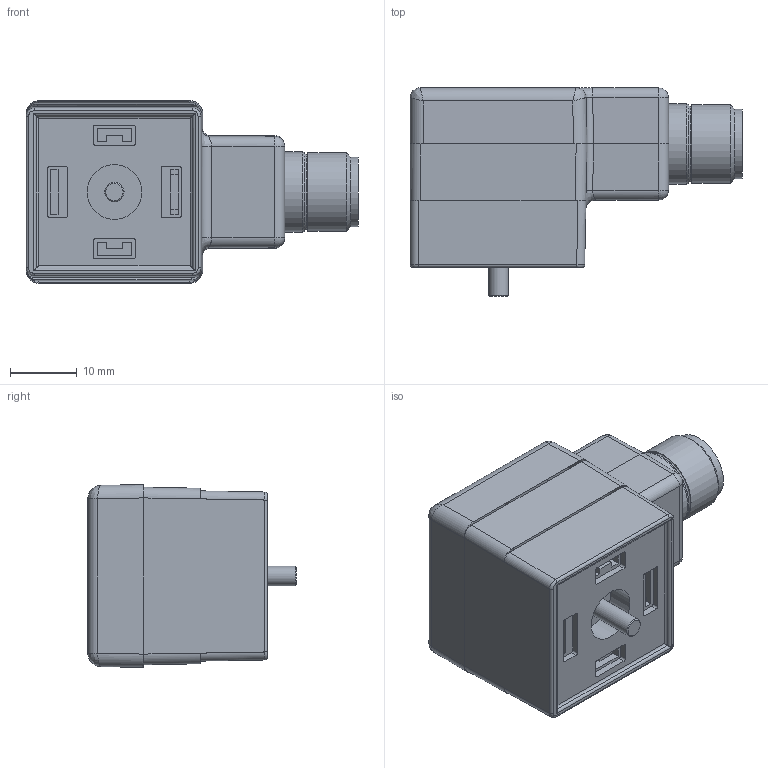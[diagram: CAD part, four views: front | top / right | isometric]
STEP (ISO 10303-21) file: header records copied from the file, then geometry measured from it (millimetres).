
FILE_DESCRIPTION(/* description */ (''),/* implementation_level */ '2;1');
FILE_NAME(/* name */ 'VA22-24.1-WAS5.stp',/* time_stamp */ '2018-07-18T10:39:32+02:00',/* author */ (''),/* organization */ (''),/* preprocessor_version */ 'ST-DEVELOPER v16',/* originating_system */ 'SIEMENS PLM Software NX 10.0',/* authorisation */ '');
FILE_SCHEMA (('AUTOMOTIVE_DESIGN { 1 0 10303 214 3 1 1 1 }'));
Length unit declared in the file: millimetre
Products named in the file (1): VA22-24.1-WAS5
Bounding box: 49.75 x 31.2 x 27.4 mm (x, y, z)
Volume: 21780 mm3; surface area: 6178.8 mm2
Topology: 1 solids, 1 shells, 276 faces, 684 edges, 425 vertices
Faces by surface type: plane 142, cylinder 95, bspline 16, cone 9, torus 8, sphere 6
Full cylindrical faces by diameter (mm): 1 x10, 1.95 x1, 2.9 x1, 6 x1, 8.2 x1, 8.375 x1, 10.45 x1, 11.75 x1, 12 x1
Entity records: 8207 total; most frequent: CARTESIAN_POINT 1726, DIRECTION 1383, ORIENTED_EDGE 1278, EDGE_CURVE 639, AXIS2_PLACEMENT_3D 492, VERTEX_POINT 422, LINE 399, VECTOR 399
